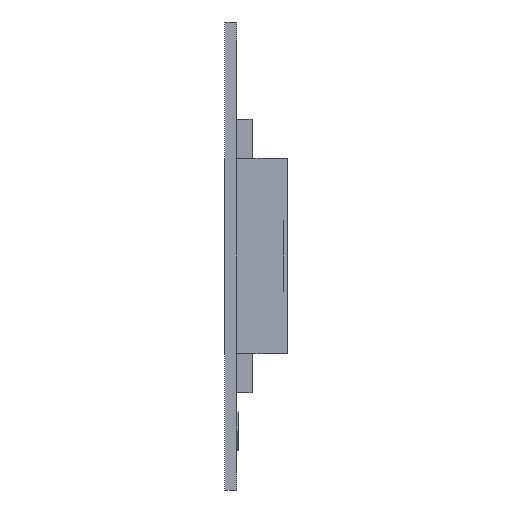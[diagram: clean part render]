
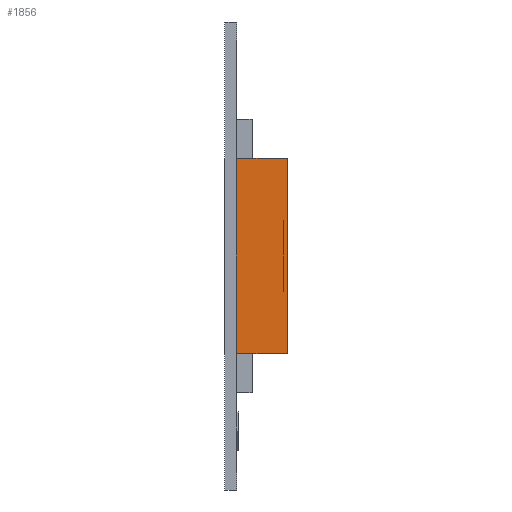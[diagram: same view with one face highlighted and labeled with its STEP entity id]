
A CAD part, left-side view. The second image highlights one B-rep face of the part: STEP entity #1856.
In plain terms, the highlighted planar face has unit normal (-1, 0, 0).
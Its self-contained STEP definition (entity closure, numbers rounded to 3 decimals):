
#192=FACE_OUTER_BOUND('',#310,.T.);
#310=EDGE_LOOP('',(#1477,#1478,#1479,#1480));
#478=LINE('',#2897,#698);
#486=LINE('',#2912,#706);
#487=LINE('',#2914,#707);
#488=LINE('',#2915,#708);
#698=VECTOR('',#2370,10.);
#706=VECTOR('',#2382,10.);
#707=VECTOR('',#2385,10.);
#708=VECTOR('',#2386,10.);
#892=VERTEX_POINT('',#2894);
#893=VERTEX_POINT('',#2896);
#897=VERTEX_POINT('',#2908);
#898=VERTEX_POINT('',#2910);
#1096=EDGE_CURVE('',#892,#893,#478,.T.);
#1104=EDGE_CURVE('',#897,#898,#486,.T.);
#1105=EDGE_CURVE('',#892,#897,#487,.T.);
#1106=EDGE_CURVE('',#893,#898,#488,.T.);
#1477=ORIENTED_EDGE('',*,*,#1105,.T.);
#1478=ORIENTED_EDGE('',*,*,#1104,.T.);
#1479=ORIENTED_EDGE('',*,*,#1106,.F.);
#1480=ORIENTED_EDGE('',*,*,#1096,.F.);
#1740=PLANE('',#2023);
#1856=ADVANCED_FACE('',(#192),#1740,.T.);
#2023=AXIS2_PLACEMENT_3D('',#2913,#2383,#2384);
#2370=DIRECTION('',(0.,-1.,0.));
#2382=DIRECTION('',(0.,-1.,0.));
#2383=DIRECTION('center_axis',(-1.,0.,0.));
#2384=DIRECTION('ref_axis',(0.,0.,-1.));
#2385=DIRECTION('',(0.,0.,-1.));
#2386=DIRECTION('',(0.,0.,-1.));
#2894=CARTESIAN_POINT('',(-2.5,0.3,2.5));
#2896=CARTESIAN_POINT('',(-2.5,-1.3,2.5));
#2897=CARTESIAN_POINT('',(-2.5,0.3,2.5));
#2908=CARTESIAN_POINT('',(-2.5,0.3,-2.5));
#2910=CARTESIAN_POINT('',(-2.5,-1.3,-2.5));
#2912=CARTESIAN_POINT('',(-2.5,0.3,-2.5));
#2913=CARTESIAN_POINT('Origin',(-2.5,0.3,2.5));
#2914=CARTESIAN_POINT('',(-2.5,0.3,-1.25));
#2915=CARTESIAN_POINT('',(-2.5,-1.3,-1.25));
